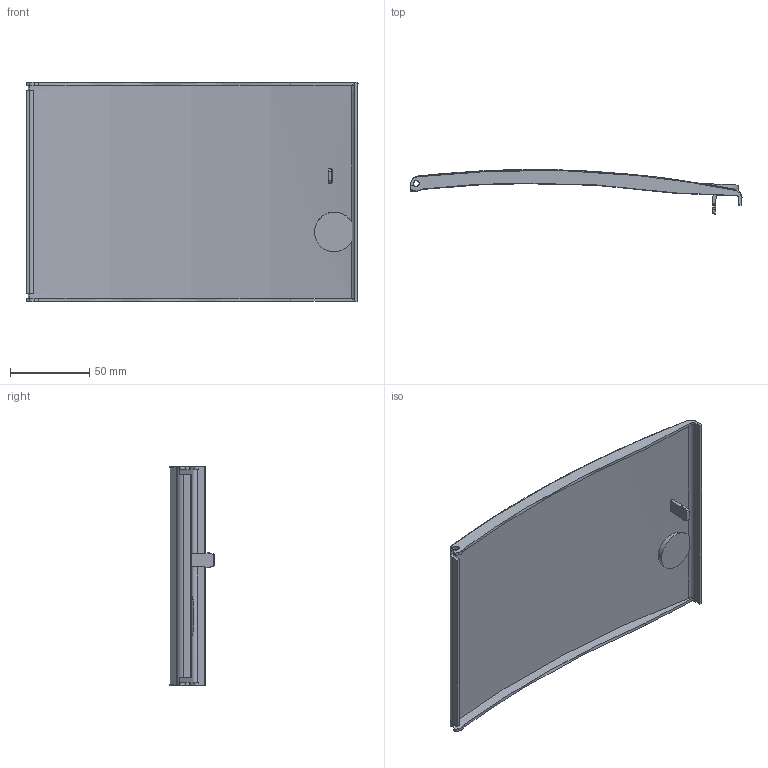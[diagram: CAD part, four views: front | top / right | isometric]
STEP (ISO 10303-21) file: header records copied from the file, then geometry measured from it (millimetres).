
FILE_DESCRIPTION((''),'2;1');
FILE_NAME('ECM_12_PT_ASM','2023-12-13T13:57:26',('klemen.sitar'),('Audax d.o.o.'),'CREO PARAMETRIC BY PTC INC, 2021304','CREO PARAMETRIC BY PTC INC, 2021304','');
FILE_SCHEMA(('AP242_MANAGED_MODEL_BASED_3D_ENGINEERING_MIM_LF { 1 0 10303 442 1 1 4 }'));
Length unit declared in the file: millimetre
Products named in the file (4): DOOR_8_1; ECM_8_PT_OG_ASM_1_ASM; ECM_8_PT_ASM; ECM_12_PT_ASM
Assembly tree (3 placements, depth 4):
  ECM_12_PT_ASM
    ECM_8_PT_ASM
      ECM_8_PT_OG_ASM_1_ASM
        DOOR_8_1
Bounding box: 209.87 x 28.11 x 138.47 mm (x, y, z)
Volume: 67459.2 mm3; surface area: 68705.5 mm2
Topology: 1 solids, 1 shells, 91 faces, 275 edges, 190 vertices
Faces by surface type: plane 50, cylinder 27, cone 8, revolution 4, torus 2
Entity records: 5176 total; most frequent: CARTESIAN_POINT 933, ORIENTED_EDGE 550, DIRECTION 471, PRESENTATION_STYLE_ASSIGNMENT 371, STYLED_ITEM 371, CURVE_STYLE 279, EDGE_CURVE 275, VERTEX_POINT 190
